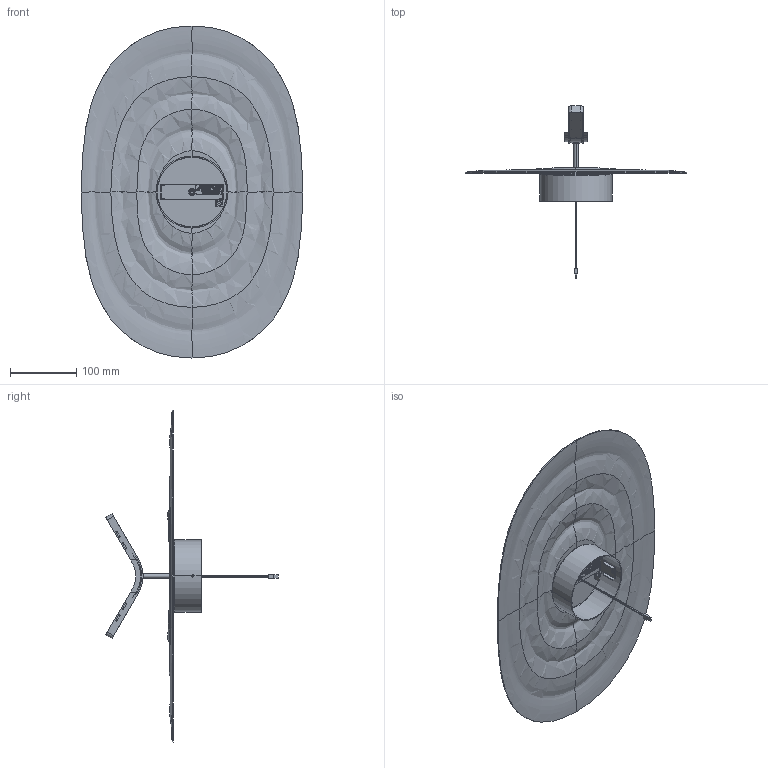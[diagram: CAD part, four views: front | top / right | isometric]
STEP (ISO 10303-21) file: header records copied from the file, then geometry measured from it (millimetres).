
FILE_DESCRIPTION((''),'2;1');
FILE_NAME('A1306004-ASM-OTTICA-PARETE_ASM','2024-09-11T11:08:44',('GabrieleColombo'),(''),'CREO PARAMETRIC BY PTC INC, 2023494','CREO PARAMETRIC BY PTC INC, 2023494','');
FILE_SCHEMA(('CONFIG_CONTROL_DESIGN'));
Length unit declared in the file: millimetre
Products named in the file (18): A1307025-OMEGA; A1307027-COPERTURA-ROSONE; MASCHIO_FASTON_90-SALDARE; A1306005-ASM-COPERTURA-PARETE_ASM; A1307026-TIGE-C; A1307006-GIUNTO-FUSIONE; A1307007-FUSIONE-SIMMETRICA; A1307035-RONDELLA; D000EA06A_ETI-IND-PROD-LUCEPLAN; DADO-ESAG-UNI_5589_M6X1_ZINC; A1307008-SCHERMO-OPAL; A1307009-LEDFLEX; A1307028-DISCO-CHIUSURA; A1307013-DIFF-50; A1307022-DADO-VERTICALE; VITE_TSC_M2X6; D8407010_CAVO_2_POLI_SPEZZ_F; A1306004-ASM-OTTICA-PARETE_ASM
Assembly tree (20 placements, depth 3):
  A1306004-ASM-OTTICA-PARETE_ASM
    A1306005-ASM-COPERTURA-PARETE_ASM
      A1307025-OMEGA
      A1307027-COPERTURA-ROSONE
      MASCHIO_FASTON_90-SALDARE
    A1307026-TIGE-C
    A1307006-GIUNTO-FUSIONE
    A1307007-FUSIONE-SIMMETRICA
    A1307035-RONDELLA
    D000EA06A_ETI-IND-PROD-LUCEPLAN
    DADO-ESAG-UNI_5589_M6X1_ZINC  x2
    A1307008-SCHERMO-OPAL  x2
    A1307009-LEDFLEX
    A1307028-DISCO-CHIUSURA
    A1307013-DIFF-50
    A1307022-DADO-VERTICALE
    VITE_TSC_M2X6  x2
    D8407010_CAVO_2_POLI_SPEZZ_F
Bounding box: 335.01 x 260.86 x 502.49 mm (x, y, z)
Volume: 288721.9 mm3; surface area: 392499.4 mm2
Topology: 19 solids, 22 shells, 1811 faces, 4517 edges, 2830 vertices
Faces by surface type: plane 698, extrusion 382, cylinder 367, bspline 245, sphere 74, cone 31, torus 14
Entity records: 73198 total; most frequent: CARTESIAN_POINT 36631, ORIENTED_EDGE 8246, DIRECTION 5892, EDGE_CURVE 4133, VERTEX_POINT 2606, VECTOR 2526, LINE 2144, EDGE_LOOP 1749
